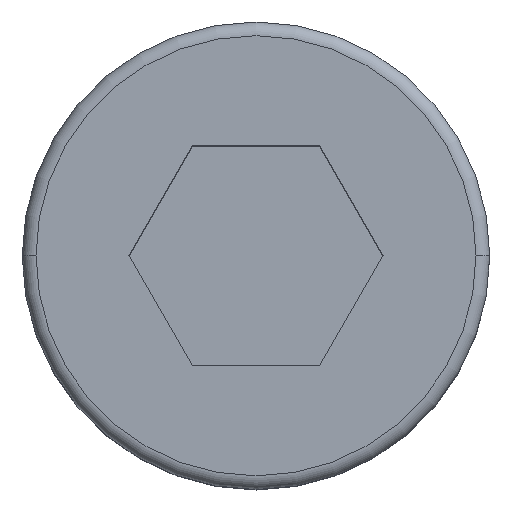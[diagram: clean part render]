
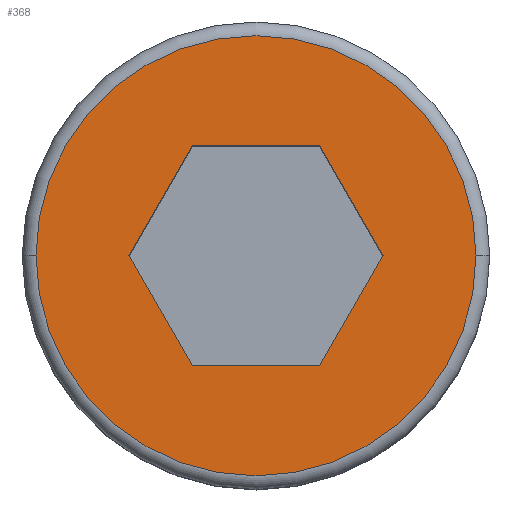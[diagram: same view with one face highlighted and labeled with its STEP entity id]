
A CAD part, top view. The second image highlights one B-rep face of the part: STEP entity #368.
In plain terms, the highlighted planar face has unit normal (0, 0, 1).
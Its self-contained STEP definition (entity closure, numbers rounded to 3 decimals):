
#21 = DIRECTION ( 'NONE',  ( -0.5, -0.866, 0. ) ) ;
#27 = VERTEX_POINT ( 'NONE', #71 ) ;
#40 = EDGE_LOOP ( 'NONE', ( #334, #89, #288, #325, #147, #563 ) ) ;
#41 = DIRECTION ( 'NONE',  ( 1., 0., 0. ) ) ;
#59 = CARTESIAN_POINT ( 'NONE',  ( -1.155, -2., 5. ) ) ;
#61 = VECTOR ( 'NONE', #85, 1000. ) ;
#66 = DIRECTION ( 'NONE',  ( 1., 0., 0. ) ) ;
#71 = CARTESIAN_POINT ( 'NONE',  ( -1.155, 2., 5. ) ) ;
#72 = EDGE_LOOP ( 'NONE', ( #321, #128 ) ) ;
#83 = DIRECTION ( 'NONE',  ( -1., 0., 0. ) ) ;
#85 = DIRECTION ( 'NONE',  ( 0.5, 0.866, 0. ) ) ;
#89 = ORIENTED_EDGE ( 'NONE', *, *, #211, .F. ) ;
#100 = VECTOR ( 'NONE', #154, 1000. ) ;
#101 = CARTESIAN_POINT ( 'NONE',  ( 4., 0., 5. ) ) ;
#109 = FACE_OUTER_BOUND ( 'NONE', #72, .T. ) ;
#112 = CARTESIAN_POINT ( 'NONE',  ( 0., 0., 5. ) ) ;
#128 = ORIENTED_EDGE ( 'NONE', *, *, #533, .T. ) ;
#141 = VERTEX_POINT ( 'NONE', #614 ) ;
#147 = ORIENTED_EDGE ( 'NONE', *, *, #547, .F. ) ;
#150 = DIRECTION ( 'NONE',  ( 1., 0., 0. ) ) ;
#154 = DIRECTION ( 'NONE',  ( 0.5, -0.866, 0. ) ) ;
#156 = EDGE_CURVE ( 'NONE', #514, #27, #230, .T. ) ;
#157 = CARTESIAN_POINT ( 'NONE',  ( 1.155, -2., 5. ) ) ;
#182 = LINE ( 'NONE', #462, #61 ) ;
#202 = PLANE ( 'NONE',  #348 ) ;
#211 = EDGE_CURVE ( 'NONE', #384, #482, #182, .T. ) ;
#223 = EDGE_CURVE ( 'NONE', #316, #430, #310, .T. ) ;
#230 = LINE ( 'NONE', #328, #246 ) ;
#233 = DIRECTION ( 'NONE',  ( 0., 0., 1. ) ) ;
#237 = EDGE_CURVE ( 'NONE', #292, #384, #469, .T. ) ;
#246 = VECTOR ( 'NONE', #83, 1000. ) ;
#253 = LINE ( 'NONE', #443, #516 ) ;
#276 = LINE ( 'NONE', #578, #100 ) ;
#282 = EDGE_CURVE ( 'NONE', #141, #292, #276, .T. ) ;
#287 = AXIS2_PLACEMENT_3D ( 'NONE', #112, #495, #66 ) ;
#288 = ORIENTED_EDGE ( 'NONE', *, *, #237, .F. ) ;
#290 = EDGE_CURVE ( 'NONE', #482, #514, #297, .T. ) ;
#292 = VERTEX_POINT ( 'NONE', #59 ) ;
#297 = LINE ( 'NONE', #584, #610 ) ;
#310 = CIRCLE ( 'NONE', #587, 4. ) ;
#316 = VERTEX_POINT ( 'NONE', #101 ) ;
#317 = VECTOR ( 'NONE', #41, 1000. ) ;
#321 = ORIENTED_EDGE ( 'NONE', *, *, #223, .T. ) ;
#325 = ORIENTED_EDGE ( 'NONE', *, *, #282, .F. ) ;
#328 = CARTESIAN_POINT ( 'NONE',  ( 1.155, 2., 5. ) ) ;
#334 = ORIENTED_EDGE ( 'NONE', *, *, #290, .F. ) ;
#340 = FACE_BOUND ( 'NONE', #40, .T. ) ;
#348 = AXIS2_PLACEMENT_3D ( 'NONE', #387, #395, #150 ) ;
#352 = CARTESIAN_POINT ( 'NONE',  ( 2.309, 0., 5. ) ) ;
#368 = ADVANCED_FACE ( 'NONE', ( #340, #109 ), #202, .T. ) ;
#379 = CIRCLE ( 'NONE', #287, 4. ) ;
#384 = VERTEX_POINT ( 'NONE', #157 ) ;
#387 = CARTESIAN_POINT ( 'NONE',  ( 0., 0., 5. ) ) ;
#395 = DIRECTION ( 'NONE',  ( 0., 0., 1. ) ) ;
#421 = CARTESIAN_POINT ( 'NONE',  ( -1.155, -2., 5. ) ) ;
#430 = VERTEX_POINT ( 'NONE', #548 ) ;
#443 = CARTESIAN_POINT ( 'NONE',  ( -1.155, 2., 5. ) ) ;
#462 = CARTESIAN_POINT ( 'NONE',  ( 1.155, -2., 5. ) ) ;
#465 = CARTESIAN_POINT ( 'NONE',  ( 0., 0., 5. ) ) ;
#469 = LINE ( 'NONE', #421, #317 ) ;
#482 = VERTEX_POINT ( 'NONE', #352 ) ;
#487 = DIRECTION ( 'NONE',  ( -0.5, 0.866, 0. ) ) ;
#495 = DIRECTION ( 'NONE',  ( 0., 0., 1. ) ) ;
#514 = VERTEX_POINT ( 'NONE', #595 ) ;
#516 = VECTOR ( 'NONE', #21, 1000. ) ;
#533 = EDGE_CURVE ( 'NONE', #430, #316, #379, .T. ) ;
#547 = EDGE_CURVE ( 'NONE', #27, #141, #253, .T. ) ;
#548 = CARTESIAN_POINT ( 'NONE',  ( -4., 0., 5. ) ) ;
#563 = ORIENTED_EDGE ( 'NONE', *, *, #156, .F. ) ;
#578 = CARTESIAN_POINT ( 'NONE',  ( -2.309, 0., 5. ) ) ;
#584 = CARTESIAN_POINT ( 'NONE',  ( 2.309, 0., 5. ) ) ;
#587 = AXIS2_PLACEMENT_3D ( 'NONE', #465, #233, #618 ) ;
#595 = CARTESIAN_POINT ( 'NONE',  ( 1.155, 2., 5. ) ) ;
#610 = VECTOR ( 'NONE', #487, 1000. ) ;
#614 = CARTESIAN_POINT ( 'NONE',  ( -2.309, 0., 5. ) ) ;
#618 = DIRECTION ( 'NONE',  ( 1., 0., 0. ) ) ;
